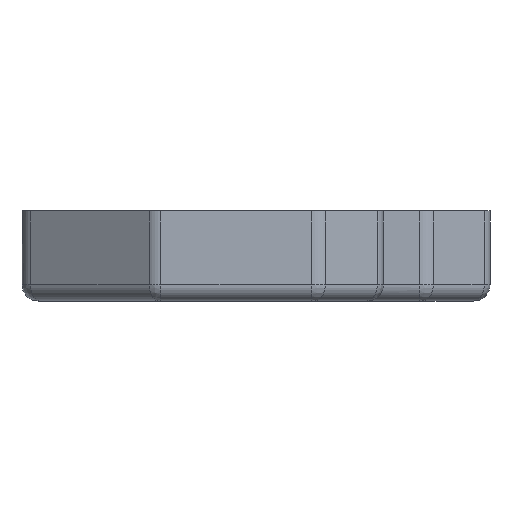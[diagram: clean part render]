
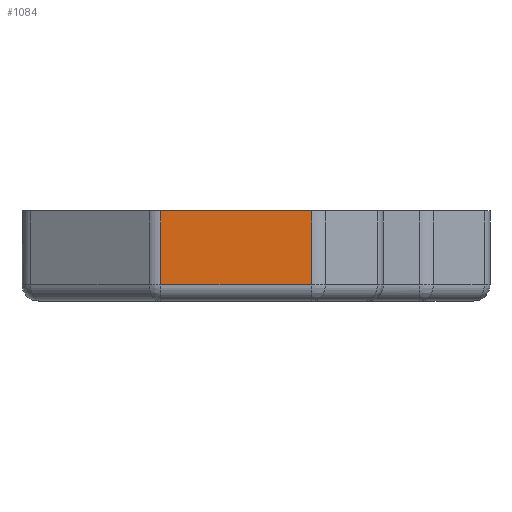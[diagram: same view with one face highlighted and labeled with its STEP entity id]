
A CAD part, left-side view. The second image highlights one B-rep face of the part: STEP entity #1084.
In plain terms, the highlighted face is planar.
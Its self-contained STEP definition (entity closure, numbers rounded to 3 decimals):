
#355 = VERTEX_POINT('',#356);
#356 = CARTESIAN_POINT('',(85.46,-32.9,0.));
#363 = EDGE_CURVE('',#355,#364,#366,.T.);
#364 = VERTEX_POINT('',#365);
#365 = CARTESIAN_POINT('',(85.46,-14.5,0.));
#366 = LINE('',#367,#368);
#367 = CARTESIAN_POINT('',(85.46,-32.9,0.));
#368 = VECTOR('',#369,1.);
#369 = DIRECTION('',(0.,1.,0.));
#1041 = VERTEX_POINT('',#1042);
#1042 = CARTESIAN_POINT('',(85.46,-32.9,9.));
#1049 = EDGE_CURVE('',#355,#1041,#1050,.T.);
#1050 = LINE('',#1051,#1052);
#1051 = CARTESIAN_POINT('',(85.46,-32.9,0.));
#1052 = VECTOR('',#1053,1.);
#1053 = DIRECTION('',(0.,0.,1.));
#1084 = ADVANCED_FACE('',(#1085),#1103,.F.);
#1085 = FACE_BOUND('',#1086,.F.);
#1086 = EDGE_LOOP('',(#1087,#1088,#1096,#1102));
#1087 = ORIENTED_EDGE('',*,*,#1049,.T.);
#1088 = ORIENTED_EDGE('',*,*,#1089,.T.);
#1089 = EDGE_CURVE('',#1041,#1090,#1092,.T.);
#1090 = VERTEX_POINT('',#1091);
#1091 = CARTESIAN_POINT('',(85.46,-14.5,9.));
#1092 = LINE('',#1093,#1094);
#1093 = CARTESIAN_POINT('',(85.46,-32.9,9.));
#1094 = VECTOR('',#1095,1.);
#1095 = DIRECTION('',(0.,1.,0.));
#1096 = ORIENTED_EDGE('',*,*,#1097,.F.);
#1097 = EDGE_CURVE('',#364,#1090,#1098,.T.);
#1098 = LINE('',#1099,#1100);
#1099 = CARTESIAN_POINT('',(85.46,-14.5,0.));
#1100 = VECTOR('',#1101,1.);
#1101 = DIRECTION('',(0.,0.,1.));
#1102 = ORIENTED_EDGE('',*,*,#363,.F.);
#1103 = PLANE('',#1104);
#1104 = AXIS2_PLACEMENT_3D('',#1105,#1106,#1107);
#1105 = CARTESIAN_POINT('',(85.46,-32.9,0.));
#1106 = DIRECTION('',(-1.,0.,0.));
#1107 = DIRECTION('',(0.,1.,0.));
